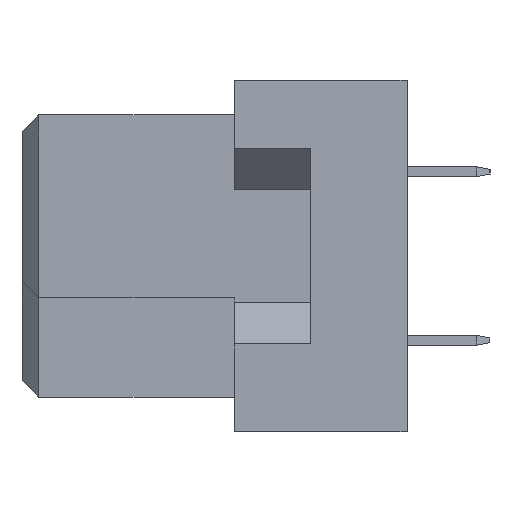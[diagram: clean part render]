
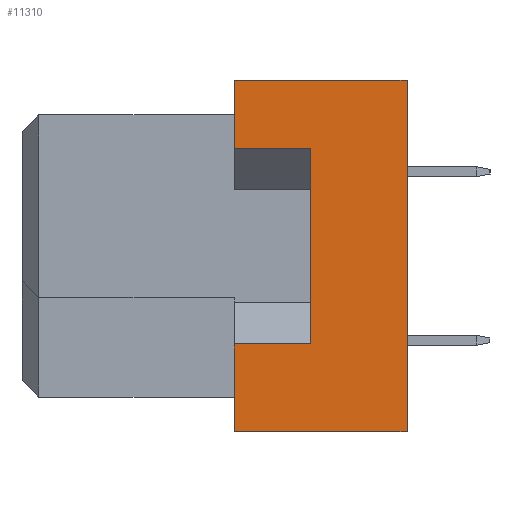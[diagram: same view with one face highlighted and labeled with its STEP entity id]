
A CAD part, left-side view. The second image highlights one B-rep face of the part: STEP entity #11310.
In plain terms, the highlighted planar face has unit normal (-1, 0, 0).
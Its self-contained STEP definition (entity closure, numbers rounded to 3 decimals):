
#127 = LINE ( 'NONE', #35567, #11674 ) ;
#523 = VERTEX_POINT ( 'NONE', #18894 ) ;
#869 = CARTESIAN_POINT ( 'NONE',  ( -47.5, -11.6, 5.3 ) ) ;
#930 = VECTOR ( 'NONE', #18886, 1000. ) ;
#1760 = DIRECTION ( 'NONE',  ( 0., 1., 0. ) ) ;
#1950 = CARTESIAN_POINT ( 'NONE',  ( -47.5, -11.6, 5.3 ) ) ;
#2313 = CARTESIAN_POINT ( 'NONE',  ( -47.5, -11.6, -5.3 ) ) ;
#2595 = EDGE_CURVE ( 'NONE', #35857, #30792, #127, .T. ) ;
#3018 = DIRECTION ( 'NONE',  ( -1., 0., 0. ) ) ;
#6341 = CARTESIAN_POINT ( 'NONE',  ( -47.5, -6.4, -5.3 ) ) ;
#7617 = DIRECTION ( 'NONE',  ( 0., 0., 1. ) ) ;
#8187 = VERTEX_POINT ( 'NONE', #11528 ) ;
#8227 = VERTEX_POINT ( 'NONE', #15264 ) ;
#8601 = DIRECTION ( 'NONE',  ( 0., 0., 1. ) ) ;
#8855 = LINE ( 'NONE', #18277, #10603 ) ;
#9238 = DIRECTION ( 'NONE',  ( 0., 1., 0. ) ) ;
#9468 = LINE ( 'NONE', #6341, #29063 ) ;
#10603 = VECTOR ( 'NONE', #23588, 1000. ) ;
#10921 = ORIENTED_EDGE ( 'NONE', *, *, #12918, .F. ) ;
#11310 = ADVANCED_FACE ( 'NONE', ( #27117 ), #29860, .T. ) ;
#11528 = CARTESIAN_POINT ( 'NONE',  ( -47.5, -6.4, -2.65 ) ) ;
#11674 = VECTOR ( 'NONE', #7617, 1000. ) ;
#11745 = DIRECTION ( 'NONE',  ( 0., 1., 0. ) ) ;
#11970 = VECTOR ( 'NONE', #11745, 1000. ) ;
#12918 = EDGE_CURVE ( 'NONE', #35830, #523, #27080, .T. ) ;
#13138 = EDGE_CURVE ( 'NONE', #36516, #8227, #22748, .T. ) ;
#14128 = ORIENTED_EDGE ( 'NONE', *, *, #32378, .F. ) ;
#14286 = CARTESIAN_POINT ( 'NONE',  ( -47.5, -8.7, -2.65 ) ) ;
#14504 = LINE ( 'NONE', #35443, #37921 ) ;
#15264 = CARTESIAN_POINT ( 'NONE',  ( -47.5, -6.4, 5.3 ) ) ;
#16814 = EDGE_CURVE ( 'NONE', #30792, #31858, #38565, .T. ) ;
#17073 = ORIENTED_EDGE ( 'NONE', *, *, #21423, .T. ) ;
#17152 = VECTOR ( 'NONE', #1760, 1000. ) ;
#17857 = ORIENTED_EDGE ( 'NONE', *, *, #13138, .T. ) ;
#18115 = CARTESIAN_POINT ( 'NONE',  ( -47.5, -11.6, 5.3 ) ) ;
#18277 = CARTESIAN_POINT ( 'NONE',  ( -47.5, -6.4, -5.3 ) ) ;
#18886 = DIRECTION ( 'NONE',  ( 0., 1., 0. ) ) ;
#18894 = CARTESIAN_POINT ( 'NONE',  ( -47.5, -6.4, -5.3 ) ) ;
#20677 = AXIS2_PLACEMENT_3D ( 'NONE', #18115, #3018, #35915 ) ;
#21423 = EDGE_CURVE ( 'NONE', #35857, #8187, #36877, .T. ) ;
#22282 = ORIENTED_EDGE ( 'NONE', *, *, #16814, .F. ) ;
#22748 = LINE ( 'NONE', #1950, #17152 ) ;
#23542 = EDGE_CURVE ( 'NONE', #31858, #8227, #8855, .T. ) ;
#23588 = DIRECTION ( 'NONE',  ( 0., 0., 1. ) ) ;
#26770 = ORIENTED_EDGE ( 'NONE', *, *, #2595, .F. ) ;
#27080 = LINE ( 'NONE', #36083, #30270 ) ;
#27117 = FACE_OUTER_BOUND ( 'NONE', #34509, .T. ) ;
#28403 = ORIENTED_EDGE ( 'NONE', *, *, #34312, .T. ) ;
#29063 = VECTOR ( 'NONE', #36690, 1000. ) ;
#29860 = PLANE ( 'NONE',  #20677 ) ;
#30270 = VECTOR ( 'NONE', #9238, 1000. ) ;
#30792 = VERTEX_POINT ( 'NONE', #35963 ) ;
#31207 = CARTESIAN_POINT ( 'NONE',  ( -47.5, -8.7, -2.65 ) ) ;
#31858 = VERTEX_POINT ( 'NONE', #38706 ) ;
#32378 = EDGE_CURVE ( 'NONE', #523, #8187, #9468, .T. ) ;
#34312 = EDGE_CURVE ( 'NONE', #35830, #36516, #14504, .T. ) ;
#34509 = EDGE_LOOP ( 'NONE', ( #17073, #14128, #10921, #28403, #17857, #36418, #22282, #26770 ) ) ;
#35432 = CARTESIAN_POINT ( 'NONE',  ( -47.5, -8.7, 3.25 ) ) ;
#35443 = CARTESIAN_POINT ( 'NONE',  ( -47.5, -11.6, 5.3 ) ) ;
#35567 = CARTESIAN_POINT ( 'NONE',  ( -47.5, -8.7, -2.65 ) ) ;
#35830 = VERTEX_POINT ( 'NONE', #2313 ) ;
#35857 = VERTEX_POINT ( 'NONE', #14286 ) ;
#35915 = DIRECTION ( 'NONE',  ( 0., 0., 1. ) ) ;
#35963 = CARTESIAN_POINT ( 'NONE',  ( -47.5, -8.7, 3.25 ) ) ;
#36083 = CARTESIAN_POINT ( 'NONE',  ( -47.5, -11.6, -5.3 ) ) ;
#36418 = ORIENTED_EDGE ( 'NONE', *, *, #23542, .F. ) ;
#36516 = VERTEX_POINT ( 'NONE', #869 ) ;
#36690 = DIRECTION ( 'NONE',  ( 0., 0., 1. ) ) ;
#36877 = LINE ( 'NONE', #31207, #930 ) ;
#37921 = VECTOR ( 'NONE', #8601, 1000. ) ;
#38565 = LINE ( 'NONE', #35432, #11970 ) ;
#38706 = CARTESIAN_POINT ( 'NONE',  ( -47.5, -6.4, 3.25 ) ) ;
